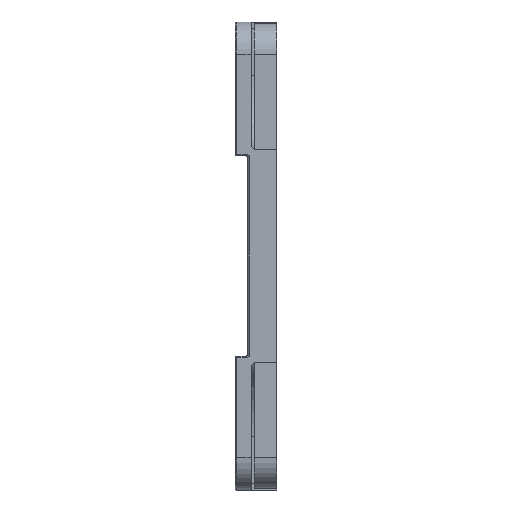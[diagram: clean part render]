
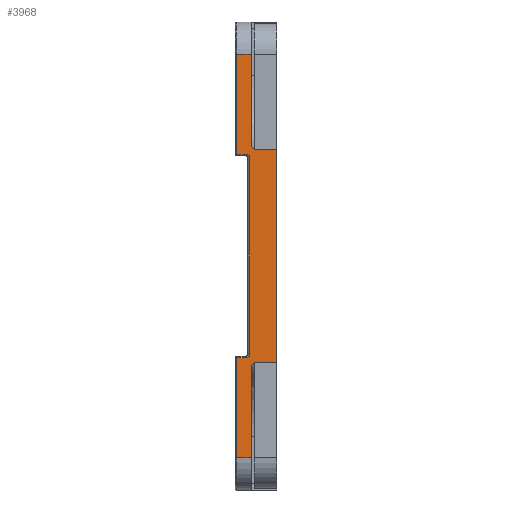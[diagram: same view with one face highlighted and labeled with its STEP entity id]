
A CAD part, left-side view. The second image highlights one B-rep face of the part: STEP entity #3968.
In plain terms, the highlighted planar face has unit normal (-1, 0, 0).
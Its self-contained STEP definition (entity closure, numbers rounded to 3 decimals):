
#21 = CARTESIAN_POINT ( 'NONE',  ( -72.5, 13., 31.5 ) ) ;
#29 = EDGE_CURVE ( 'NONE', #6448, #21157, #6991, .T. ) ;
#80 = DIRECTION ( 'NONE',  ( 0., 1., 0. ) ) ;
#82 = VERTEX_POINT ( 'NONE', #20783 ) ;
#180 = VECTOR ( 'NONE', #16558, 1000. ) ;
#295 = VECTOR ( 'NONE', #11321, 1000. ) ;
#596 = CARTESIAN_POINT ( 'NONE',  ( -72.5, 9.5, -30.5 ) ) ;
#691 = CARTESIAN_POINT ( 'NONE',  ( -72.5, 9.5, -31.5 ) ) ;
#718 = LINE ( 'NONE', #15475, #17281 ) ;
#919 = ORIENTED_EDGE ( 'NONE', *, *, #22633, .T. ) ;
#973 = CARTESIAN_POINT ( 'NONE',  ( -72.5, 0., 33. ) ) ;
#1228 = ORIENTED_EDGE ( 'NONE', *, *, #10337, .F. ) ;
#1338 = CARTESIAN_POINT ( 'NONE',  ( -72.5, 12.5, -62.5 ) ) ;
#1410 = CARTESIAN_POINT ( 'NONE',  ( -72.5, 13., -33. ) ) ;
#1525 = CARTESIAN_POINT ( 'NONE',  ( -72.5, 7., 33. ) ) ;
#1643 = CARTESIAN_POINT ( 'NONE',  ( -72.5, 8., 62.5 ) ) ;
#1837 = ORIENTED_EDGE ( 'NONE', *, *, #13940, .T. ) ;
#1841 = EDGE_CURVE ( 'NONE', #82, #9142, #10528, .T. ) ;
#1855 = DIRECTION ( 'NONE',  ( 0., 0.707, -0.707 ) ) ;
#1951 = CIRCLE ( 'NONE', #3903, 1. ) ;
#2203 = LINE ( 'NONE', #12428, #21290 ) ;
#2304 = EDGE_CURVE ( 'NONE', #3813, #5675, #1951, .T. ) ;
#3085 = CARTESIAN_POINT ( 'NONE',  ( -72.5, 8.5, 30.5 ) ) ;
#3264 = VECTOR ( 'NONE', #13064, 1000. ) ;
#3346 = LINE ( 'NONE', #20135, #5571 ) ;
#3402 = DIRECTION ( 'NONE',  ( 0., 1., 0. ) ) ;
#3813 = VERTEX_POINT ( 'NONE', #3085 ) ;
#3823 = EDGE_CURVE ( 'NONE', #19720, #16768, #5752, .T. ) ;
#3903 = AXIS2_PLACEMENT_3D ( 'NONE', #16527, #21960, #14899 ) ;
#3910 = VERTEX_POINT ( 'NONE', #10433 ) ;
#3968 = ADVANCED_FACE ( 'NONE', ( #8208 ), #7041, .F. ) ;
#4004 = DIRECTION ( 'NONE',  ( 0., 0., -1. ) ) ;
#4207 = VERTEX_POINT ( 'NONE', #691 ) ;
#4268 = VERTEX_POINT ( 'NONE', #14794 ) ;
#4349 = CARTESIAN_POINT ( 'NONE',  ( -72.5, 0., 72.5 ) ) ;
#4524 = CARTESIAN_POINT ( 'NONE',  ( -72.5, 8., -34. ) ) ;
#4989 = ORIENTED_EDGE ( 'NONE', *, *, #29, .F. ) ;
#5571 = VECTOR ( 'NONE', #18518, 1000. ) ;
#5675 = VERTEX_POINT ( 'NONE', #19512 ) ;
#5752 = LINE ( 'NONE', #10114, #20128 ) ;
#5926 = DIRECTION ( 'NONE',  ( 0., 0., -1. ) ) ;
#6448 = VERTEX_POINT ( 'NONE', #1643 ) ;
#6493 = VECTOR ( 'NONE', #4004, 1000. ) ;
#6991 = LINE ( 'NONE', #18567, #13331 ) ;
#7041 = PLANE ( 'NONE',  #13957 ) ;
#7210 = ORIENTED_EDGE ( 'NONE', *, *, #22632, .T. ) ;
#7340 = CARTESIAN_POINT ( 'NONE',  ( -72.5, 7., -33. ) ) ;
#8071 = LINE ( 'NONE', #21, #10001 ) ;
#8122 = ORIENTED_EDGE ( 'NONE', *, *, #8624, .T. ) ;
#8208 = FACE_OUTER_BOUND ( 'NONE', #14481, .T. ) ;
#8353 = VERTEX_POINT ( 'NONE', #1338 ) ;
#8624 = EDGE_CURVE ( 'NONE', #21992, #5675, #8071, .T. ) ;
#8862 = CARTESIAN_POINT ( 'NONE',  ( -72.5, 12.5, 31.5 ) ) ;
#9072 = CARTESIAN_POINT ( 'NONE',  ( -72.5, 8., 34. ) ) ;
#9142 = VERTEX_POINT ( 'NONE', #7340 ) ;
#9441 = ORIENTED_EDGE ( 'NONE', *, *, #1841, .F. ) ;
#9673 = LINE ( 'NONE', #18278, #295 ) ;
#10001 = VECTOR ( 'NONE', #19704, 1000. ) ;
#10114 = CARTESIAN_POINT ( 'NONE',  ( -72.5, 13., 33. ) ) ;
#10184 = DIRECTION ( 'NONE',  ( 0., 1., 0. ) ) ;
#10337 = EDGE_CURVE ( 'NONE', #9142, #11086, #2203, .T. ) ;
#10433 = CARTESIAN_POINT ( 'NONE',  ( -72.5, 12.5, 62.5 ) ) ;
#10528 = LINE ( 'NONE', #1410, #13834 ) ;
#10888 = EDGE_CURVE ( 'NONE', #16768, #21157, #9673, .T. ) ;
#11086 = VERTEX_POINT ( 'NONE', #4524 ) ;
#11096 = CARTESIAN_POINT ( 'NONE',  ( -72.5, 13., 62.5 ) ) ;
#11240 = DIRECTION ( 'NONE',  ( -1., 0., 0. ) ) ;
#11318 = ORIENTED_EDGE ( 'NONE', *, *, #18298, .T. ) ;
#11321 = DIRECTION ( 'NONE',  ( 0., 0.707, 0.707 ) ) ;
#11893 = ORIENTED_EDGE ( 'NONE', *, *, #10888, .T. ) ;
#12125 = ORIENTED_EDGE ( 'NONE', *, *, #3823, .T. ) ;
#12428 = CARTESIAN_POINT ( 'NONE',  ( -72.5, -42.75, 16.75 ) ) ;
#12762 = CARTESIAN_POINT ( 'NONE',  ( -72.5, 8.5, -30.5 ) ) ;
#12798 = VERTEX_POINT ( 'NONE', #21678 ) ;
#13064 = DIRECTION ( 'NONE',  ( 0., 0., -1. ) ) ;
#13283 = DIRECTION ( 'NONE',  ( 0., 1., 0. ) ) ;
#13331 = VECTOR ( 'NONE', #20414, 1000. ) ;
#13357 = VECTOR ( 'NONE', #13283, 1000. ) ;
#13610 = ORIENTED_EDGE ( 'NONE', *, *, #15499, .F. ) ;
#13834 = VECTOR ( 'NONE', #20953, 1000. ) ;
#13940 = EDGE_CURVE ( 'NONE', #12798, #11086, #3346, .T. ) ;
#13957 = AXIS2_PLACEMENT_3D ( 'NONE', #21088, #21333, #80 ) ;
#14481 = EDGE_LOOP ( 'NONE', ( #7210, #13610, #919, #11318, #19676, #1837, #1228, #9441, #20858, #12125, #11893, #4989, #21165, #16796, #8122, #18547 ) ) ;
#14617 = DIRECTION ( 'NONE',  ( 0., 0., -1. ) ) ;
#14794 = CARTESIAN_POINT ( 'NONE',  ( -72.5, 12.5, -31.5 ) ) ;
#14899 = DIRECTION ( 'NONE',  ( 0., 0., -1. ) ) ;
#15475 = CARTESIAN_POINT ( 'NONE',  ( -72.5, 12.5, 72.5 ) ) ;
#15499 = EDGE_CURVE ( 'NONE', #4207, #21219, #20146, .T. ) ;
#16055 = EDGE_CURVE ( 'NONE', #19720, #82, #20104, .T. ) ;
#16231 = VECTOR ( 'NONE', #10184, 1000. ) ;
#16264 = CARTESIAN_POINT ( 'NONE',  ( -72.5, 12.5, 72.5 ) ) ;
#16377 = LINE ( 'NONE', #19783, #13357 ) ;
#16417 = LINE ( 'NONE', #16264, #6493 ) ;
#16527 = CARTESIAN_POINT ( 'NONE',  ( -72.5, 9.5, 30.5 ) ) ;
#16558 = DIRECTION ( 'NONE',  ( 0., 1., 0. ) ) ;
#16768 = VERTEX_POINT ( 'NONE', #1525 ) ;
#16796 = ORIENTED_EDGE ( 'NONE', *, *, #18084, .T. ) ;
#16937 = VECTOR ( 'NONE', #5926, 1000. ) ;
#17209 = LINE ( 'NONE', #20497, #16937 ) ;
#17247 = DIRECTION ( 'NONE',  ( 0., 0., -1. ) ) ;
#17281 = VECTOR ( 'NONE', #17247, 1000. ) ;
#18084 = EDGE_CURVE ( 'NONE', #3910, #21992, #16417, .T. ) ;
#18278 = CARTESIAN_POINT ( 'NONE',  ( -72.5, -42.75, -16.75 ) ) ;
#18298 = EDGE_CURVE ( 'NONE', #4268, #8353, #718, .T. ) ;
#18518 = DIRECTION ( 'NONE',  ( 0., 0., 1. ) ) ;
#18547 = ORIENTED_EDGE ( 'NONE', *, *, #2304, .F. ) ;
#18567 = CARTESIAN_POINT ( 'NONE',  ( -72.5, 8., -72.5 ) ) ;
#19312 = EDGE_CURVE ( 'NONE', #12798, #8353, #19841, .T. ) ;
#19512 = CARTESIAN_POINT ( 'NONE',  ( -72.5, 9.5, 31.5 ) ) ;
#19529 = LINE ( 'NONE', #11096, #180 ) ;
#19676 = ORIENTED_EDGE ( 'NONE', *, *, #19312, .F. ) ;
#19704 = DIRECTION ( 'NONE',  ( 0., -1., 0. ) ) ;
#19720 = VERTEX_POINT ( 'NONE', #973 ) ;
#19783 = CARTESIAN_POINT ( 'NONE',  ( -72.5, 13., -31.5 ) ) ;
#19841 = LINE ( 'NONE', #20835, #16231 ) ;
#20104 = LINE ( 'NONE', #4349, #3264 ) ;
#20128 = VECTOR ( 'NONE', #3402, 1000. ) ;
#20135 = CARTESIAN_POINT ( 'NONE',  ( -72.5, 8., 72.5 ) ) ;
#20146 = CIRCLE ( 'NONE', #20962, 1. ) ;
#20414 = DIRECTION ( 'NONE',  ( 0., 0., -1. ) ) ;
#20497 = CARTESIAN_POINT ( 'NONE',  ( -72.5, 8.5, -31. ) ) ;
#20663 = EDGE_CURVE ( 'NONE', #6448, #3910, #19529, .T. ) ;
#20783 = CARTESIAN_POINT ( 'NONE',  ( -72.5, 0., -33. ) ) ;
#20835 = CARTESIAN_POINT ( 'NONE',  ( -72.5, 13., -62.5 ) ) ;
#20858 = ORIENTED_EDGE ( 'NONE', *, *, #16055, .F. ) ;
#20953 = DIRECTION ( 'NONE',  ( 0., 1., 0. ) ) ;
#20962 = AXIS2_PLACEMENT_3D ( 'NONE', #596, #11240, #14617 ) ;
#21088 = CARTESIAN_POINT ( 'NONE',  ( -72.5, 13., 72.5 ) ) ;
#21157 = VERTEX_POINT ( 'NONE', #9072 ) ;
#21165 = ORIENTED_EDGE ( 'NONE', *, *, #20663, .T. ) ;
#21219 = VERTEX_POINT ( 'NONE', #12762 ) ;
#21290 = VECTOR ( 'NONE', #1855, 1000. ) ;
#21333 = DIRECTION ( 'NONE',  ( 1., 0., 0. ) ) ;
#21678 = CARTESIAN_POINT ( 'NONE',  ( -72.5, 8., -62.5 ) ) ;
#21960 = DIRECTION ( 'NONE',  ( -1., 0., 0. ) ) ;
#21992 = VERTEX_POINT ( 'NONE', #8862 ) ;
#22632 = EDGE_CURVE ( 'NONE', #3813, #21219, #17209, .T. ) ;
#22633 = EDGE_CURVE ( 'NONE', #4207, #4268, #16377, .T. ) ;
